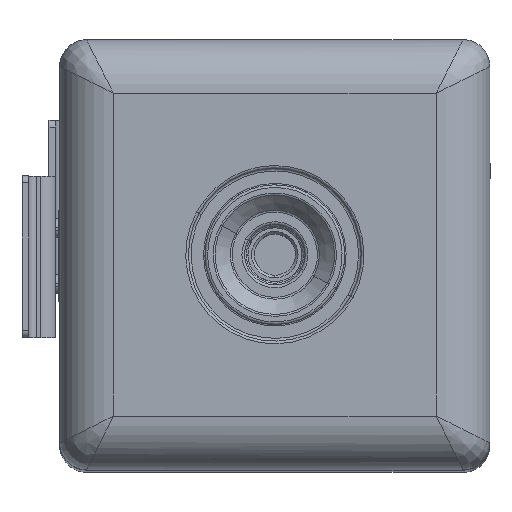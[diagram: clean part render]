
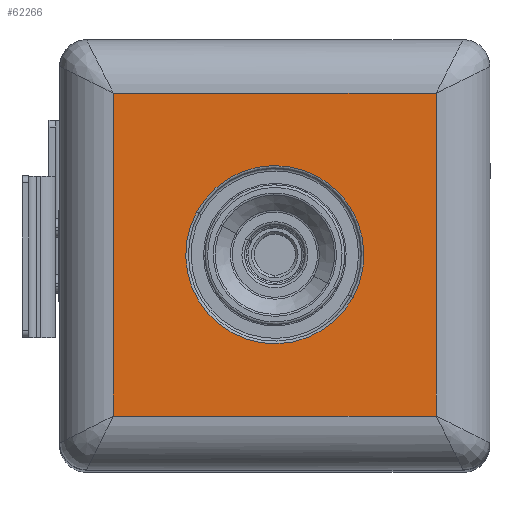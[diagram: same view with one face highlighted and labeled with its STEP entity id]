
A CAD part, top view. The second image highlights one B-rep face of the part: STEP entity #62266.
In plain terms, the highlighted planar face has unit normal (0, 0, 1).
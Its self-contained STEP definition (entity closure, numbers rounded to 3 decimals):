
#59804=CARTESIAN_POINT('Vertex',(-120.,120.,566.)) ;
#59829=CARTESIAN_POINT('Vertex',(-120.,-120.,566.)) ;
#59832=CARTESIAN_POINT('Line Origine',(-120.,0.,566.)) ;
#62218=CARTESIAN_POINT('Axis2P3D Location',(0.,0.,566.)) ;
#62223=CARTESIAN_POINT('Line Origine',(0.,120.,566.)) ;
#62227=CARTESIAN_POINT('Vertex',(120.,120.,566.)) ;
#62230=CARTESIAN_POINT('Line Origine',(0.,-120.,566.)) ;
#62234=CARTESIAN_POINT('Vertex',(120.,-120.,566.)) ;
#62237=CARTESIAN_POINT('Line Origine',(120.,0.,566.)) ;
#62248=CARTESIAN_POINT('Axis2P3D Location',(0.,0.,566.)) ;
#62252=CARTESIAN_POINT('Vertex',(58.14,-31.762,566.)) ;
#62254=CARTESIAN_POINT('Vertex',(-58.14,31.762,566.)) ;
#62257=CARTESIAN_POINT('Axis2P3D Location',(0.,0.,566.)) ;
#59834=VECTOR('Line Direction',#59833,1.) ;
#62225=VECTOR('Line Direction',#62224,1.) ;
#62232=VECTOR('Line Direction',#62231,1.) ;
#62239=VECTOR('Line Direction',#62238,1.) ;
#59833=DIRECTION('Vector Direction',(0.,1.,0.)) ;
#62219=DIRECTION('Axis2P3D Direction',(0.,-0.,1.)) ;
#62220=DIRECTION('Axis2P3D XDirection',(0.,1.,0.)) ;
#62224=DIRECTION('Vector Direction',(1.,0.,0.)) ;
#62231=DIRECTION('Vector Direction',(-1.,0.,0.)) ;
#62238=DIRECTION('Vector Direction',(0.,-1.,0.)) ;
#62249=DIRECTION('Axis2P3D Direction',(0.,-0.,1.)) ;
#62258=DIRECTION('Axis2P3D Direction',(0.,-0.,1.)) ;
#62221=AXIS2_PLACEMENT_3D('Plane Axis2P3D',#62218,#62219,#62220) ;
#62250=AXIS2_PLACEMENT_3D('Circle Axis2P3D',#62248,#62249,$) ;
#62259=AXIS2_PLACEMENT_3D('Circle Axis2P3D',#62257,#62258,$) ;
#59835=LINE('Line',#59832,#59834) ;
#62226=LINE('Line',#62223,#62225) ;
#62233=LINE('Line',#62230,#62232) ;
#62240=LINE('Line',#62237,#62239) ;
#62251=CIRCLE('generated circle',#62250,66.25) ;
#62260=CIRCLE('generated circle',#62259,66.25) ;
#62222=PLANE('',#62221) ;
#62265=FACE_BOUND('',#62262,.T.) ;
#59836=EDGE_CURVE('',#59830,#59805,#59835,.T.) ;
#62229=EDGE_CURVE('',#59805,#62228,#62226,.T.) ;
#62236=EDGE_CURVE('',#62235,#59830,#62233,.T.) ;
#62241=EDGE_CURVE('',#62228,#62235,#62240,.T.) ;
#62256=EDGE_CURVE('',#62253,#62255,#62251,.T.) ;
#62261=EDGE_CURVE('',#62255,#62253,#62260,.T.) ;
#62243=ORIENTED_EDGE('',*,*,#62229,.F.) ;
#62244=ORIENTED_EDGE('',*,*,#59836,.F.) ;
#62245=ORIENTED_EDGE('',*,*,#62236,.F.) ;
#62246=ORIENTED_EDGE('',*,*,#62241,.F.) ;
#62263=ORIENTED_EDGE('',*,*,#62256,.F.) ;
#62264=ORIENTED_EDGE('',*,*,#62261,.F.) ;
#62242=EDGE_LOOP('',(#62243,#62244,#62245,#62246)) ;
#62262=EDGE_LOOP('',(#62263,#62264)) ;
#59805=VERTEX_POINT('',#59804) ;
#59830=VERTEX_POINT('',#59829) ;
#62228=VERTEX_POINT('',#62227) ;
#62235=VERTEX_POINT('',#62234) ;
#62253=VERTEX_POINT('',#62252) ;
#62255=VERTEX_POINT('',#62254) ;
#62266=ADVANCED_FACE('PartBody',(#62247,#62265),#62222,.T.) ;
#62247=FACE_OUTER_BOUND('',#62242,.T.) ;
